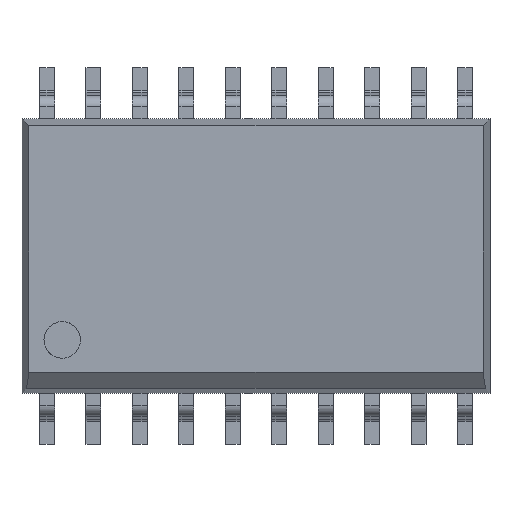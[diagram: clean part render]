
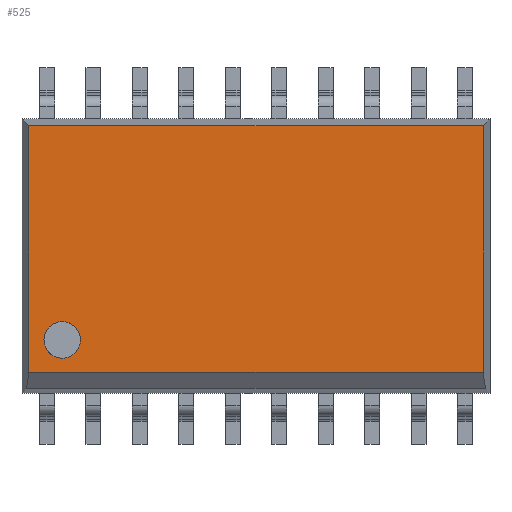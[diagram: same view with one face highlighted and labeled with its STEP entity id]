
A CAD part, top view. The second image highlights one B-rep face of the part: STEP entity #525.
In plain terms, the highlighted planar face has unit normal (0, 0, 1).
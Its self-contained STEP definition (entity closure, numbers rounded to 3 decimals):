
#11=FACE_BOUND('',#1122,.T.);
#525=ADVANCED_FACE('',(#823,#11),#4952,.T.);
#823=FACE_OUTER_BOUND('',#1121,.T.);
#1121=EDGE_LOOP('',(#2580,#2581,#2582,#2583));
#1122=EDGE_LOOP('',(#2584,#2585));
#2580=ORIENTED_EDGE('',*,*,#3396,.T.);
#2581=ORIENTED_EDGE('',*,*,#3392,.F.);
#2582=ORIENTED_EDGE('',*,*,#3382,.T.);
#2583=ORIENTED_EDGE('',*,*,#3391,.T.);
#2584=ORIENTED_EDGE('',*,*,#3407,.T.);
#2585=ORIENTED_EDGE('',*,*,#3410,.T.);
#3382=EDGE_CURVE('',#4656,#4657,#4145,.T.);
#3391=EDGE_CURVE('',#4657,#4661,#4154,.T.);
#3392=EDGE_CURVE('',#4656,#4662,#4155,.T.);
#3396=EDGE_CURVE('',#4661,#4662,#4159,.T.);
#3407=EDGE_CURVE('',#4667,#4669,#3653,.T.);
#3410=EDGE_CURVE('',#4669,#4667,#3656,.T.);
#3653=(
BOUNDED_CURVE()
B_SPLINE_CURVE(2,(#8079,#8080,#8081,#8082,#8083),.UNSPECIFIED.,.F.,.F.)
B_SPLINE_CURVE_WITH_KNOTS((3,2,3),(-3.142,-2.356,
-1.571),.UNSPECIFIED.)
CURVE()
GEOMETRIC_REPRESENTATION_ITEM()
RATIONAL_B_SPLINE_CURVE((1.,0.707,1.,0.707,1.))
REPRESENTATION_ITEM('')
);
#3656=(
BOUNDED_CURVE()
B_SPLINE_CURVE(2,(#8091,#8092,#8093,#8094,#8095),.UNSPECIFIED.,.F.,.F.)
B_SPLINE_CURVE_WITH_KNOTS((3,2,3),(-1.571,-0.785,
0.),.UNSPECIFIED.)
CURVE()
GEOMETRIC_REPRESENTATION_ITEM()
RATIONAL_B_SPLINE_CURVE((1.,0.707,1.,0.707,1.))
REPRESENTATION_ITEM('')
);
#4145=B_SPLINE_CURVE_WITH_KNOTS('',1,(#8006,#8007),.UNSPECIFIED.,.F.,.F.,
(2,2),(30.265,37.01),.UNSPECIFIED.);
#4154=B_SPLINE_CURVE_WITH_KNOTS('',1,(#8034,#8035),.UNSPECIFIED.,.F.,.F.,
(2,2),(0.19,12.61),.UNSPECIFIED.);
#4155=B_SPLINE_CURVE_WITH_KNOTS('',1,(#8036,#8037),.UNSPECIFIED.,.F.,.F.,
(2,2),(0.19,12.61),.UNSPECIFIED.);
#4159=B_SPLINE_CURVE_WITH_KNOTS('',1,(#8044,#8045),.UNSPECIFIED.,.F.,.F.,
(2,2),(-11.199,-4.454),.UNSPECIFIED.);
#4656=VERTEX_POINT('',#7976);
#4657=VERTEX_POINT('',#7977);
#4661=VERTEX_POINT('',#7981);
#4662=VERTEX_POINT('',#7982);
#4667=VERTEX_POINT('',#7987);
#4669=VERTEX_POINT('',#7989);
#4952=PLANE('',#5268);
#5268=AXIS2_PLACEMENT_3D('',#7950,#5569,$);
#5569=DIRECTION('',(0.,0.,1.));
#7950=CARTESIAN_POINT('',(6.4,-3.185,2.5));
#7976=CARTESIAN_POINT('',(6.21,-3.185,2.5));
#7977=CARTESIAN_POINT('',(6.21,3.56,2.5));
#7981=CARTESIAN_POINT('',(-6.21,3.56,2.5));
#7982=CARTESIAN_POINT('',(-6.21,-3.185,2.5));
#7987=CARTESIAN_POINT('',(-4.8,-2.3,2.5));
#7989=CARTESIAN_POINT('',(-5.8,-2.3,2.5));
#8006=CARTESIAN_POINT('',(6.21,-3.185,2.5));
#8007=CARTESIAN_POINT('',(6.21,3.56,2.5));
#8034=CARTESIAN_POINT('',(6.21,3.56,2.5));
#8035=CARTESIAN_POINT('',(-6.21,3.56,2.5));
#8036=CARTESIAN_POINT('',(6.21,-3.185,2.5));
#8037=CARTESIAN_POINT('',(-6.21,-3.185,2.5));
#8044=CARTESIAN_POINT('',(-6.21,3.56,2.5));
#8045=CARTESIAN_POINT('',(-6.21,-3.185,2.5));
#8079=CARTESIAN_POINT('',(-4.8,-2.3,2.5));
#8080=CARTESIAN_POINT('',(-4.8,-2.8,2.5));
#8081=CARTESIAN_POINT('',(-5.3,-2.8,2.5));
#8082=CARTESIAN_POINT('',(-5.8,-2.8,2.5));
#8083=CARTESIAN_POINT('',(-5.8,-2.3,2.5));
#8091=CARTESIAN_POINT('',(-5.8,-2.3,2.5));
#8092=CARTESIAN_POINT('',(-5.8,-1.8,2.5));
#8093=CARTESIAN_POINT('',(-5.3,-1.8,2.5));
#8094=CARTESIAN_POINT('',(-4.8,-1.8,2.5));
#8095=CARTESIAN_POINT('',(-4.8,-2.3,2.5));
